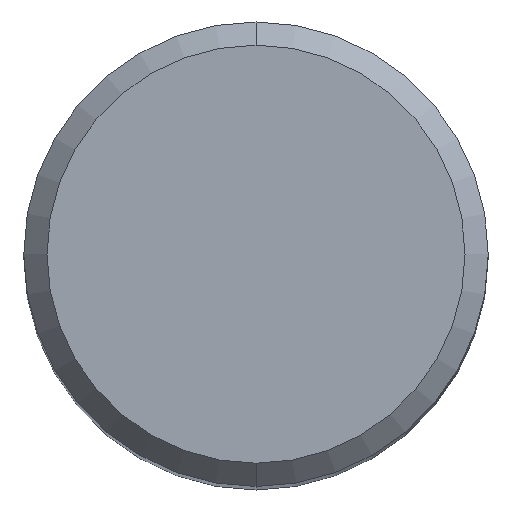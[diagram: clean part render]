
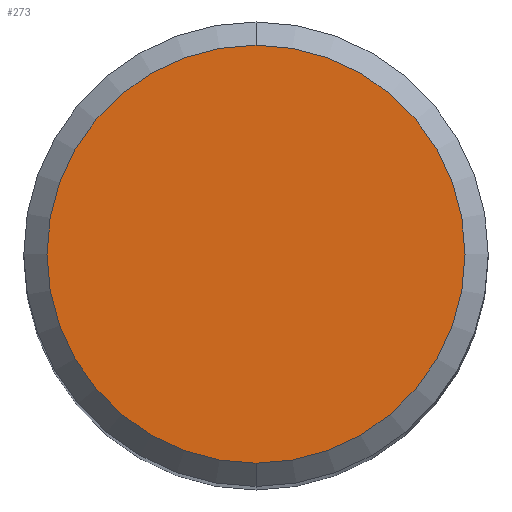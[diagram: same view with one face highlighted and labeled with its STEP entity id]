
A CAD part, top view. The second image highlights one B-rep face of the part: STEP entity #273.
In plain terms, the highlighted planar face has unit normal (0, 0, 1).
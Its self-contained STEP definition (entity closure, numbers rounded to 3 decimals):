
#229=VERTEX_POINT('',#524);
#233=VERTEX_POINT('',#528);
#273=ADVANCED_FACE('',(#571),#572,.T.);
#307=EDGE_CURVE('',#233,#229,#610,.T.);
#313=EDGE_CURVE('',#229,#233,#617,.T.);
#524=CARTESIAN_POINT('',(0.,-4.5,0.0));
#528=CARTESIAN_POINT('',(0.0,4.5,0.0));
#571=FACE_OUTER_BOUND('',#971,.T.);
#572=PLANE('',#972);
#610=CIRCLE('',#1032,4.5);
#617=CIRCLE('',#1041,4.5);
#971=EDGE_LOOP('',(#1502,#1503));
#972=AXIS2_PLACEMENT_3D('',#1504,#1505,#1506);
#1032=AXIS2_PLACEMENT_3D('',#1552,#1553,#1554);
#1041=AXIS2_PLACEMENT_3D('',#1566,#1567,#1568);
#1502=ORIENTED_EDGE('',*,*,#307,.F.);
#1503=ORIENTED_EDGE('',*,*,#313,.F.);
#1504=CARTESIAN_POINT('',(0.0,2.25,0.0));
#1505=DIRECTION('',(-0.0,0.0,1.0));
#1506=DIRECTION('',(0.0,-1.0,0.0));
#1552=CARTESIAN_POINT('',(0.0,0.0,0.0));
#1553=DIRECTION('',(0.0,0.0,-1.0));
#1554=DIRECTION('',(0.0,1.0,0.0));
#1566=CARTESIAN_POINT('',(0.0,0.0,0.0));
#1567=DIRECTION('',(0.0,0.0,-1.0));
#1568=DIRECTION('',(0.0,1.0,0.0));
